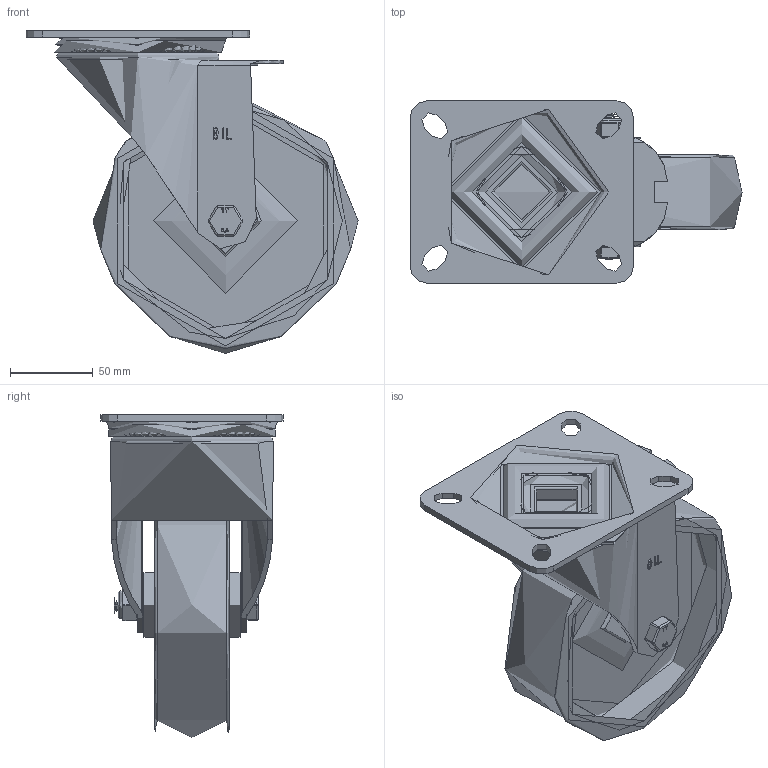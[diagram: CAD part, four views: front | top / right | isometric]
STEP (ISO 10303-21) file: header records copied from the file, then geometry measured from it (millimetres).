
FILE_DESCRIPTION(/* description */ (''),/* implementation_level */ '2;1');
FILE_NAME(/* name */ 'BZMM160NY.step',/* time_stamp */ '2024-06-07T16:31:43+01:00',/* author */ (''),/* organization */ (''),/* preprocessor_version */ 'ST-DEVELOPER v20',/* originating_system */ 'Autodesk Translation Framework v13.14.0.145',/* authorisation */ '');
FILE_SCHEMA (('AUTOMOTIVE_DESIGN { 1 0 10303 214 3 1 1 }'));
Length unit declared in the file: millimetre
Products named in the file (18): BZMM160NY; BZMM150AS - 2 v3; ZINC PLATED, PRESSED STEEL TOP PLATE; ZINC PLATED, PRESSED STEEL TOP PLATE Geometry; BALL BEARINGS; Component1; ZINC PLATED, PRESSED STEEL FORKS; BEARING SEAL; BZH160WNY v1; NYLON WHEEL; TUBEM20X60 v1; ZINC PLATED STEEL TUBE; HEXBOLTM12X80Z8.8 v2; GRADE 8.8 ZINC PLATED BOLT; NYLOCM12Z v1; NYLOC NUT; NUT; RUBBER
Assembly tree (56 placements, depth 5):
  BZMM160NY
    BZMM150AS - 2 v3
      ZINC PLATED, PRESSED STEEL TOP PLATE
        ZINC PLATED, PRESSED STEEL TOP PLATE Geometry
        BALL BEARINGS
          Component1  x40
      ZINC PLATED, PRESSED STEEL FORKS
      BEARING SEAL
    BZH160WNY v1
      NYLON WHEEL
    TUBEM20X60 v1
      ZINC PLATED STEEL TUBE
    HEXBOLTM12X80Z8.8 v2
      GRADE 8.8 ZINC PLATED BOLT
    NYLOCM12Z v1
      NYLOC NUT
        NUT
        RUBBER
Bounding box: 200.5 x 110 x 195 mm (x, y, z)
Volume: 546447.9 mm3; surface area: 202694.9 mm2
Topology: 48 solids, 48 shells, 389 faces, 962 edges, 617 vertices
Faces by surface type: plane 127, cylinder 119, sphere 58, bspline 54, torus 23, cone 8
Full cylindrical faces by diameter (mm): 9.836 x18, 11.834 x18, 12 x3, 12.2 x2, 12.5 x1, 14 x2, 18 x1, 18.5 x1, 19.9 x1, 20.5 x1, 33.75 x1, 39 x2, 39.75 x2, 50 x1, 78 x1, 92 x1, 98 x1, 140 x2
Entity records: 19477 total; most frequent: CARTESIAN_POINT 10867, ORIENTED_EDGE 1686, DIRECTION 1628, EDGE_CURVE 843, AXIS2_PLACEMENT_3D 617, VERTEX_POINT 539, EDGE_LOOP 404, LINE 394
